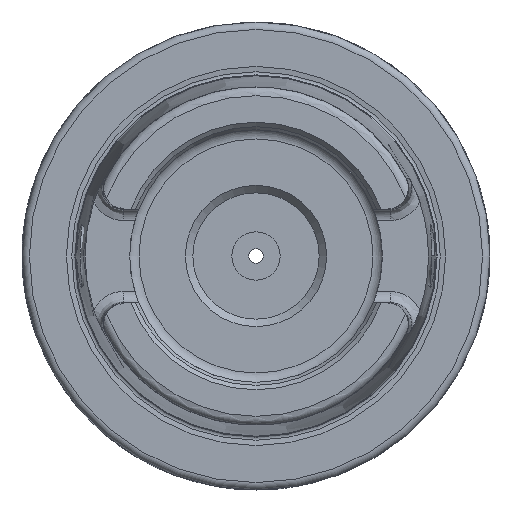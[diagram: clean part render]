
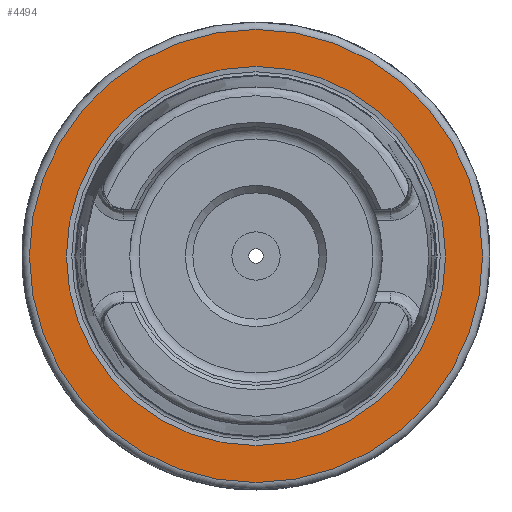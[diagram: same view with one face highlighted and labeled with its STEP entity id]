
A CAD part, left-side view. The second image highlights one B-rep face of the part: STEP entity #4494.
In plain terms, the highlighted planar face has unit normal (-1, 0, 0).
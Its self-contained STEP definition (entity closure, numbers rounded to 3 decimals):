
#141=FACE_BOUND('',#761,.T.);
#222=PLANE('',#4934);
#502=FACE_OUTER_BOUND('',#760,.T.);
#760=EDGE_LOOP('',(#3781,#3782));
#761=EDGE_LOOP('',(#3783,#3784));
#1209=CIRCLE('',#4932,25.521);
#1210=CIRCLE('',#4933,25.521);
#1211=CIRCLE('',#4935,30.5);
#1212=CIRCLE('',#4936,30.5);
#2036=VERTEX_POINT('',#9087);
#2037=VERTEX_POINT('',#9089);
#2038=VERTEX_POINT('',#9093);
#2039=VERTEX_POINT('',#9094);
#2657=EDGE_CURVE('',#2037,#2036,#1209,.T.);
#2658=EDGE_CURVE('',#2036,#2037,#1210,.T.);
#2659=EDGE_CURVE('',#2038,#2039,#1211,.T.);
#2660=EDGE_CURVE('',#2039,#2038,#1212,.T.);
#3781=ORIENTED_EDGE('',*,*,#2659,.F.);
#3782=ORIENTED_EDGE('',*,*,#2660,.F.);
#3783=ORIENTED_EDGE('',*,*,#2657,.T.);
#3784=ORIENTED_EDGE('',*,*,#2658,.T.);
#4494=ADVANCED_FACE('',(#502,#141),#222,.T.);
#4932=AXIS2_PLACEMENT_3D('',#9090,#5932,#5933);
#4933=AXIS2_PLACEMENT_3D('',#9091,#5934,#5935);
#4934=AXIS2_PLACEMENT_3D('',#9092,#5936,#5937);
#4935=AXIS2_PLACEMENT_3D('',#9095,#5938,#5939);
#4936=AXIS2_PLACEMENT_3D('',#9096,#5940,#5941);
#5932=DIRECTION('center_axis',(1.,0.,0.));
#5933=DIRECTION('ref_axis',(0.,0.,-1.));
#5934=DIRECTION('center_axis',(1.,0.,0.));
#5935=DIRECTION('ref_axis',(0.,0.,-1.));
#5936=DIRECTION('center_axis',(-1.,0.,0.));
#5937=DIRECTION('ref_axis',(0.,0.,1.));
#5938=DIRECTION('center_axis',(1.,0.,0.));
#5939=DIRECTION('ref_axis',(0.,0.,-1.));
#5940=DIRECTION('center_axis',(1.,0.,0.));
#5941=DIRECTION('ref_axis',(0.,0.,-1.));
#9087=CARTESIAN_POINT('',(0.,-25.521,0.));
#9089=CARTESIAN_POINT('',(0.,25.521,0.));
#9090=CARTESIAN_POINT('Origin',(0.,0.,
0.));
#9091=CARTESIAN_POINT('Origin',(0.,0.,
0.));
#9092=CARTESIAN_POINT('Origin',(0.,30.5,0.));
#9093=CARTESIAN_POINT('',(0.,30.5,0.));
#9094=CARTESIAN_POINT('',(0.,0.,30.5));
#9095=CARTESIAN_POINT('Origin',(0.,0.,
0.));
#9096=CARTESIAN_POINT('Origin',(0.,0.,
0.));
